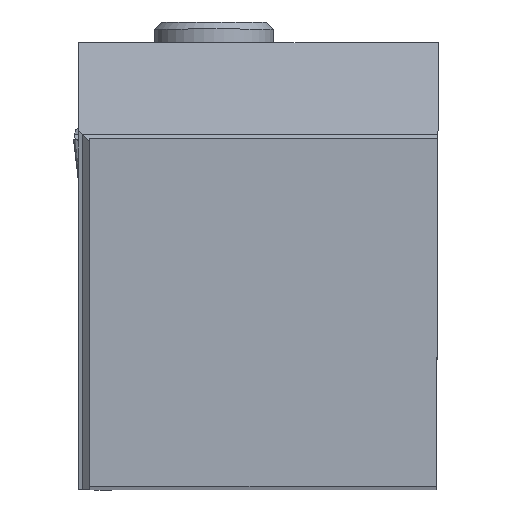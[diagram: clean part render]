
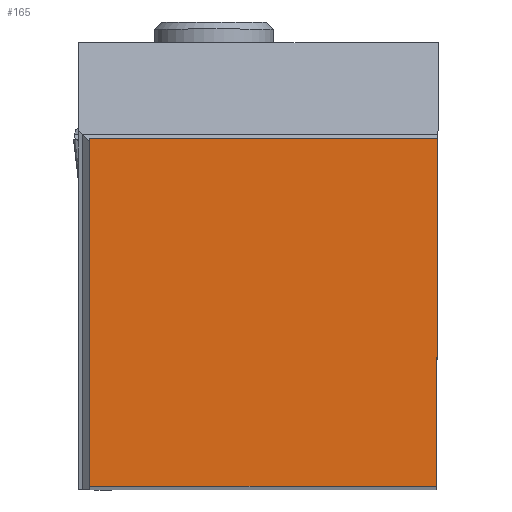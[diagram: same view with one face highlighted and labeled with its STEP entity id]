
A CAD part, top view. The second image highlights one B-rep face of the part: STEP entity #165.
In plain terms, the highlighted planar face has unit normal (0, 0, 1).
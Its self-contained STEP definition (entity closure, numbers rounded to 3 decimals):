
#165=ADVANCED_FACE('BLANK_BOXF006',(#275),#217,.F.);
#217=PLANE('',#1344);
#275=FACE_OUTER_BOUND('',#335,.T.);
#335=EDGE_LOOP('',(#590,#591,#592,#593));
#590=ORIENTED_EDGE('',*,*,#924,.F.);
#591=ORIENTED_EDGE('',*,*,#918,.F.);
#592=ORIENTED_EDGE('',*,*,#925,.F.);
#593=ORIENTED_EDGE('',*,*,#926,.F.);
#773=VERTEX_POINT('',#2221);
#774=VERTEX_POINT('',#2223);
#777=VERTEX_POINT('',#2234);
#778=VERTEX_POINT('',#2236);
#918=EDGE_CURVE('',#773,#774,#1051,.T.);
#924=EDGE_CURVE('',#774,#777,#1057,.T.);
#925=EDGE_CURVE('',#778,#773,#1058,.T.);
#926=EDGE_CURVE('',#777,#778,#1059,.T.);
#1051=LINE('',#2222,#1182);
#1057=LINE('',#2233,#1188);
#1058=LINE('',#2235,#1189);
#1059=LINE('',#2237,#1190);
#1182=VECTOR('',#1573,1.);
#1188=VECTOR('',#1583,1.);
#1189=VECTOR('',#1584,1.);
#1190=VECTOR('',#1585,1.);
#1344=AXIS2_PLACEMENT_3D('',#2238,#1586,#1587);
#1573=DIRECTION('',(-1.,0.,0.));
#1583=DIRECTION('',(0.,1.,0.));
#1584=DIRECTION('',(-0.004,-1.,0.));
#1585=DIRECTION('',(1.,0.,0.));
#1586=DIRECTION('',(0.,0.,-1.));
#1587=DIRECTION('',(0.,-1.,0.));
#2221=CARTESIAN_POINT('',(-0.109,0.,0.));
#2222=CARTESIAN_POINT('',(147.85,0.,0.));
#2223=CARTESIAN_POINT('',(-24.875,0.,0.));
#2233=CARTESIAN_POINT('',(-24.875,-147.85,0.));
#2234=CARTESIAN_POINT('',(-24.875,24.875,0.));
#2235=CARTESIAN_POINT('',(0.537,147.849,0.));
#2236=CARTESIAN_POINT('',(0.,24.875,0.));
#2237=CARTESIAN_POINT('',(-147.85,24.875,0.));
#2238=CARTESIAN_POINT('',(-25.675,-5.,0.));
